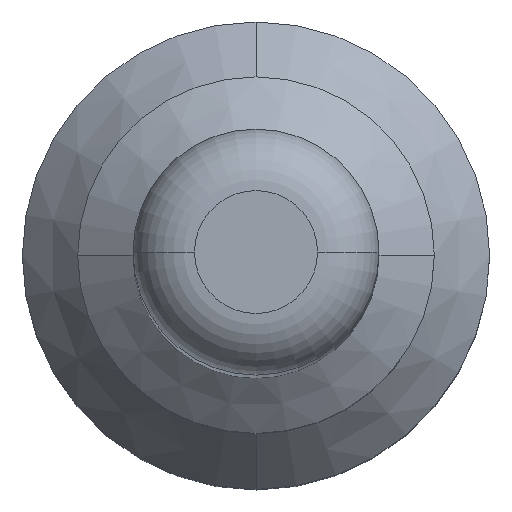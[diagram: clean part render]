
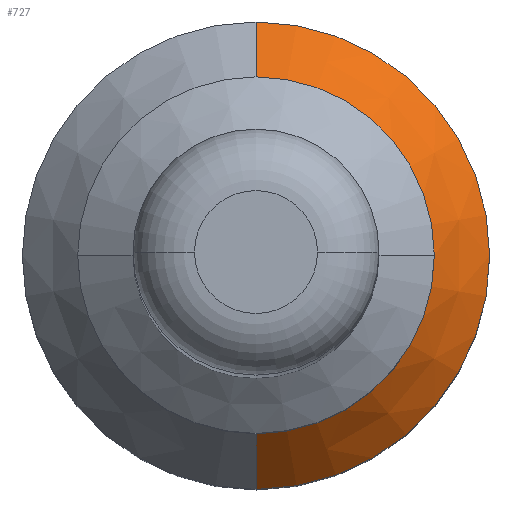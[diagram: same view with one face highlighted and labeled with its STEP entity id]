
A CAD part, top view. The second image highlights one B-rep face of the part: STEP entity #727.
In plain terms, the highlighted conical face has half-angle 41.135 degrees and reference radius 1.675 mm.
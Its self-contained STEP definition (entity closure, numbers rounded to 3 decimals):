
#268=CARTESIAN_POINT('',(0.,0.,-16.493));
#269=DIRECTION('',(0.,0.,1.));
#270=DIRECTION('',(0.,-1.,0.));
#271=AXIS2_PLACEMENT_3D('',#268,#269,#270);
#277=DIRECTION('',(0.,0.658,0.753));
#278=VECTOR('',#277,0.684);
#279=CARTESIAN_POINT('',(0.,-1.9,-17.008));
#280=LINE('',#279,#278);
#281=DIRECTION('',(0.,-0.658,0.753));
#282=VECTOR('',#281,0.684);
#283=CARTESIAN_POINT('',(0.,1.9,-17.008));
#284=LINE('',#283,#282);
#290=CARTESIAN_POINT('',(0.,0.,-17.008));
#291=DIRECTION('',(0.,0.,-1.));
#292=DIRECTION('',(1.,0.,0.));
#293=AXIS2_PLACEMENT_3D('',#290,#291,#292);
#308=CARTESIAN_POINT('',(0.,0.,-17.008));
#309=DIRECTION('',(0.,0.,-1.));
#310=DIRECTION('',(0.,1.,0.));
#311=AXIS2_PLACEMENT_3D('',#308,#309,#310);
#561=CARTESIAN_POINT('',(0.,-1.45,-16.493));
#562=CARTESIAN_POINT('',(0.,1.45,-16.493));
#563=VERTEX_POINT('',#561);
#564=VERTEX_POINT('',#562);
#573=CARTESIAN_POINT('',(0.,-1.9,-17.008));
#575=VERTEX_POINT('',#573);
#577=CARTESIAN_POINT('',(1.9,0.,-17.008));
#578=VERTEX_POINT('',#577);
#579=CARTESIAN_POINT('',(0.,1.9,-17.008));
#580=VERTEX_POINT('',#579);
#711=CARTESIAN_POINT('',(0.,0.,-16.751));
#712=DIRECTION('',(0.,0.,-1.));
#713=DIRECTION('',(0.,-1.,0.));
#714=AXIS2_PLACEMENT_3D('',#711,#712,#713);
#715=CONICAL_SURFACE('',#714,1.675,41.135);
#717=ORIENTED_EDGE('',*,*,#716,.T.);
#719=ORIENTED_EDGE('',*,*,#718,.T.);
#720=ORIENTED_EDGE('',*,*,#705,.T.);
#722=ORIENTED_EDGE('',*,*,#721,.F.);
#724=ORIENTED_EDGE('',*,*,#723,.T.);
#725=EDGE_LOOP('',(#717,#719,#720,#722,#724));
#726=FACE_OUTER_BOUND('',#725,.F.);
#727=ADVANCED_FACE('',(#726),#715,.T.);
#272=CIRCLE('',#271,1.45);
#294=CIRCLE('',#293,1.9);
#312=CIRCLE('',#311,1.9);
#705=EDGE_CURVE('',#563,#564,#272,.T.);
#716=EDGE_CURVE('',#578,#575,#294,.T.);
#718=EDGE_CURVE('',#575,#563,#280,.T.);
#721=EDGE_CURVE('',#580,#564,#284,.T.);
#723=EDGE_CURVE('',#580,#578,#312,.T.);
